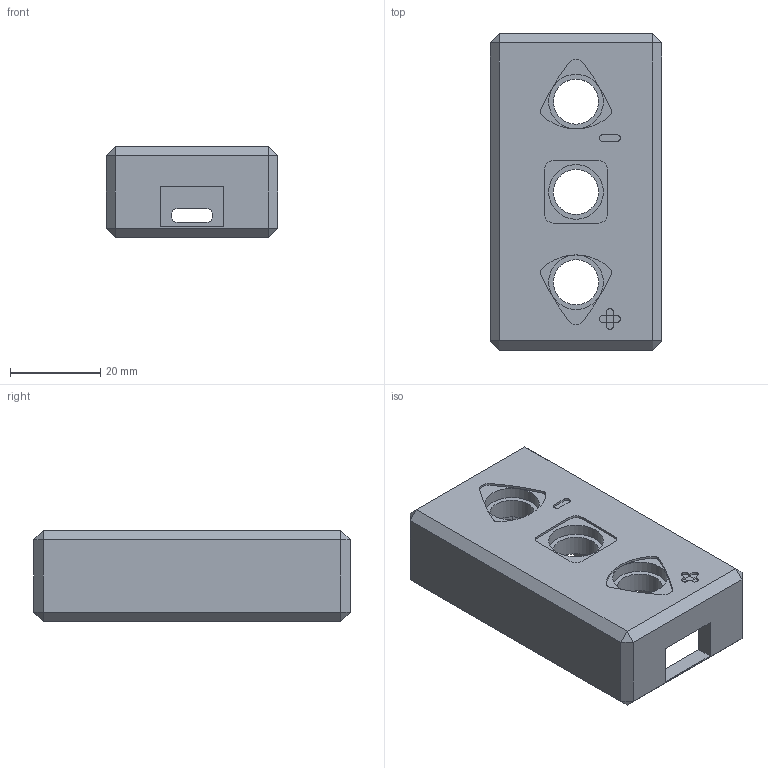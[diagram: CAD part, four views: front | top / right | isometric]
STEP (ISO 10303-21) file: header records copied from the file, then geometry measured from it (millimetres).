
FILE_DESCRIPTION(('FreeCAD Model'),'2;1');
FILE_NAME('Open CASCADE Shape Model','2024-08-29T16:07:42',(''),(''), 'Open CASCADE STEP processor 7.6','FreeCAD','Unknown');
FILE_SCHEMA(('AUTOMOTIVE_DESIGN { 1 0 10303 214 1 1 1 1 }'));
Length unit declared in the file: millimetre
Products named in the file (1): elevator_remote_top001
Bounding box: 38 x 70 x 20 mm (x, y, z)
Volume: 20089.9 mm3; surface area: 12644.2 mm2
Topology: 1 solids, 1 shells, 115 faces, 265 edges, 162 vertices
Faces by surface type: plane 70, cylinder 45
Full cylindrical faces by diameter (mm): 10 x3, 12.1 x3, 14 x3
Entity records: 3263 total; most frequent: DIRECTION 585, CARTESIAN_POINT 543, ORIENTED_EDGE 530, EDGE_CURVE 265, AXIS2_PLACEMENT_3D 204, LINE 177, VECTOR 177, VERTEX_POINT 162
